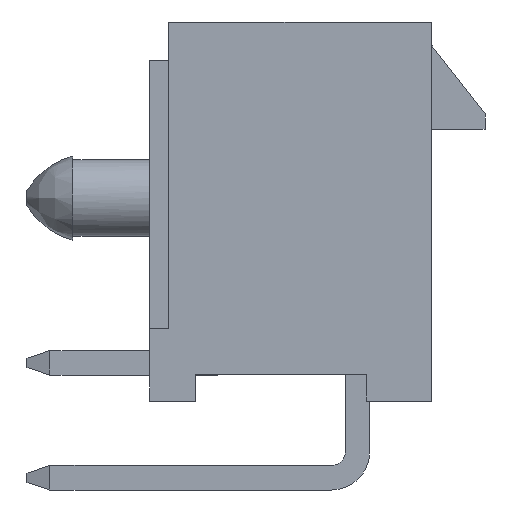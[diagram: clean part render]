
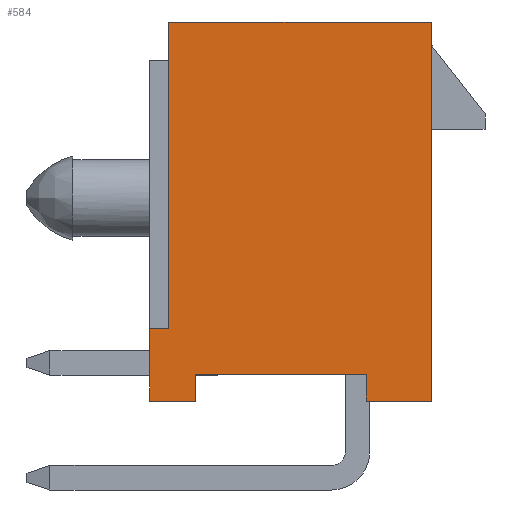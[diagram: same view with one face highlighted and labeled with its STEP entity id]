
A CAD part, left-side view. The second image highlights one B-rep face of the part: STEP entity #584.
In plain terms, the highlighted planar face has unit normal (-1, 0, 0).
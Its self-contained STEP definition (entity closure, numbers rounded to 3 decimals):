
#584 = ADVANCED_FACE( '', ( #1322 ), #1323, .T. );
#1322 = FACE_OUTER_BOUND( '', #2298, .T. );
#1323 = PLANE( '', #2299 );
#2298 = EDGE_LOOP( '', ( #3647, #3648, #3649, #3650, #3651, #3652, #3653, #3654, #3655, #3656 ) );
#2299 = AXIS2_PLACEMENT_3D( '', #3657, #3658, #3659 );
#3647 = ORIENTED_EDGE( '', *, *, #6451, .F. );
#3648 = ORIENTED_EDGE( '', *, *, #6166, .T. );
#3649 = ORIENTED_EDGE( '', *, *, #6452, .T. );
#3650 = ORIENTED_EDGE( '', *, *, #6154, .T. );
#3651 = ORIENTED_EDGE( '', *, *, #6453, .T. );
#3652 = ORIENTED_EDGE( '', *, *, #6454, .T. );
#3653 = ORIENTED_EDGE( '', *, *, #6379, .T. );
#3654 = ORIENTED_EDGE( '', *, *, #6455, .F. );
#3655 = ORIENTED_EDGE( '', *, *, #6456, .T. );
#3656 = ORIENTED_EDGE( '', *, *, #6457, .T. );
#3657 = CARTESIAN_POINT( '', ( -9.35, 0., 0. ) );
#3658 = DIRECTION( '', ( -1., 0., 0. ) );
#3659 = DIRECTION( '', ( 0., 0., 1. ) );
#6154 = EDGE_CURVE( '', #7412, #7410, #7413, .T. );
#6166 = EDGE_CURVE( '', #7434, #7432, #7435, .T. );
#6379 = EDGE_CURVE( '', #7814, #7812, #7815, .T. );
#6451 = EDGE_CURVE( '', #7434, #7925, #7926, .T. );
#6452 = EDGE_CURVE( '', #7432, #7412, #7927, .T. );
#6453 = EDGE_CURVE( '', #7410, #7928, #7929, .T. );
#6454 = EDGE_CURVE( '', #7928, #7814, #7930, .T. );
#6455 = EDGE_CURVE( '', #7931, #7812, #7932, .T. );
#6456 = EDGE_CURVE( '', #7931, #7933, #7934, .T. );
#6457 = EDGE_CURVE( '', #7933, #7925, #7935, .T. );
#7410 = VERTEX_POINT( '', #9256 );
#7412 = VERTEX_POINT( '', #9259 );
#7413 = LINE( '', #9260, #9261 );
#7432 = VERTEX_POINT( '', #9288 );
#7434 = VERTEX_POINT( '', #9291 );
#7435 = LINE( '', #9292, #9293 );
#7812 = VERTEX_POINT( '', #9835 );
#7814 = VERTEX_POINT( '', #9838 );
#7815 = LINE( '', #9839, #9840 );
#7925 = VERTEX_POINT( '', #9997 );
#7926 = LINE( '', #9998, #9999 );
#7927 = LINE( '', #10000, #10001 );
#7928 = VERTEX_POINT( '', #10002 );
#7929 = LINE( '', #10003, #10004 );
#7930 = LINE( '', #10005, #10006 );
#7931 = VERTEX_POINT( '', #10007 );
#7932 = LINE( '', #10008, #10009 );
#7933 = VERTEX_POINT( '', #10010 );
#7934 = LINE( '', #10011, #10012 );
#7935 = LINE( '', #10013, #10014 );
#9256 = CARTESIAN_POINT( '', ( -9.35, -3.43, -4.95 ) );
#9259 = CARTESIAN_POINT( '', ( -9.35, -1.73, -4.95 ) );
#9260 = CARTESIAN_POINT( '', ( -9.35, 3.43, -4.95 ) );
#9261 = VECTOR( '', #11792, 1000. );
#9288 = CARTESIAN_POINT( '', ( -9.35, -1.73, -4.25 ) );
#9291 = CARTESIAN_POINT( '', ( -9.35, 2.73, -4.25 ) );
#9292 = CARTESIAN_POINT( '', ( -9.35, 2.73, -4.25 ) );
#9293 = VECTOR( '', #11802, 1000. );
#9835 = CARTESIAN_POINT( '', ( -9.35, 3.43, -3.05 ) );
#9838 = CARTESIAN_POINT( '', ( -9.35, 3.43, 4.95 ) );
#9839 = CARTESIAN_POINT( '', ( -9.35, 3.43, 4.95 ) );
#9840 = VECTOR( '', #12008, 1000. );
#9997 = CARTESIAN_POINT( '', ( -9.35, 2.73, -4.95 ) );
#9998 = CARTESIAN_POINT( '', ( -9.35, 2.73, -3.95 ) );
#9999 = VECTOR( '', #12080, 1000. );
#10000 = CARTESIAN_POINT( '', ( -9.35, -1.73, -3.95 ) );
#10001 = VECTOR( '', #12081, 1000. );
#10002 = CARTESIAN_POINT( '', ( -9.35, -3.43, 4.95 ) );
#10003 = CARTESIAN_POINT( '', ( -9.35, -3.43, -4.95 ) );
#10004 = VECTOR( '', #12082, 1000. );
#10005 = CARTESIAN_POINT( '', ( -9.35, -3.43, 4.95 ) );
#10006 = VECTOR( '', #12083, 1000. );
#10007 = CARTESIAN_POINT( '', ( -9.35, 3.93, -3.05 ) );
#10008 = CARTESIAN_POINT( '', ( -9.35, 3.93, -3.05 ) );
#10009 = VECTOR( '', #12084, 1000. );
#10010 = CARTESIAN_POINT( '', ( -9.35, 3.93, -4.95 ) );
#10011 = CARTESIAN_POINT( '', ( -9.35, 3.93, -3.05 ) );
#10012 = VECTOR( '', #12085, 1000. );
#10013 = CARTESIAN_POINT( '', ( -9.35, 3.43, -4.95 ) );
#10014 = VECTOR( '', #12086, 1000. );
#11792 = DIRECTION( '', ( 0., -1., 0. ) );
#11802 = DIRECTION( '', ( 0., -1., 0. ) );
#12008 = DIRECTION( '', ( 0., 0., -1. ) );
#12080 = DIRECTION( '', ( 0., 0., -1. ) );
#12081 = DIRECTION( '', ( 0., 0., -1. ) );
#12082 = DIRECTION( '', ( 0., 0., 1. ) );
#12083 = DIRECTION( '', ( 0., 1., 0. ) );
#12084 = DIRECTION( '', ( 0., -1., 0. ) );
#12085 = DIRECTION( '', ( 0., 0., -1. ) );
#12086 = DIRECTION( '', ( 0., -1., 0. ) );
